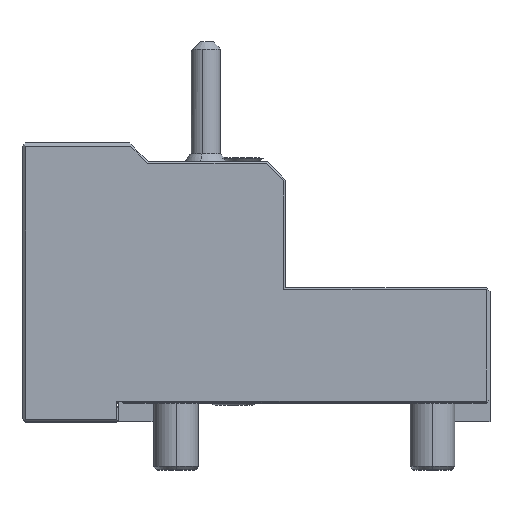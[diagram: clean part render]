
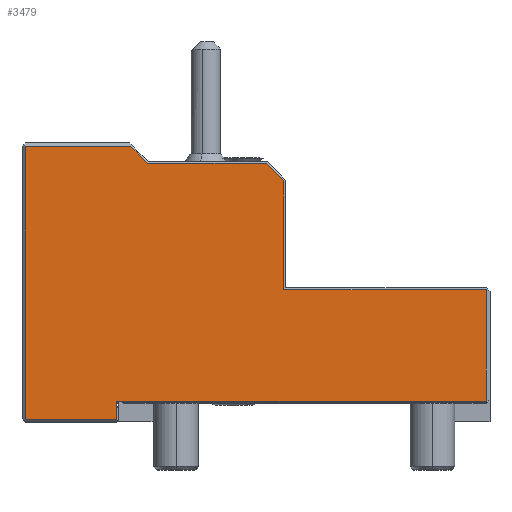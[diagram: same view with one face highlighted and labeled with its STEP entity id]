
A CAD part, top view. The second image highlights one B-rep face of the part: STEP entity #3479.
In plain terms, the highlighted planar face has unit normal (0, 0, 1).
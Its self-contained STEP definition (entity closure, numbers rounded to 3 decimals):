
#140=CARTESIAN_POINT('',(-49.505,-0.495,48.));
#141=DIRECTION('',(0.,0.,-1.));
#142=DIRECTION('',(-0.995,-0.1,0.));
#143=AXIS2_PLACEMENT_3D('',#140,#141,#142);
#145=DIRECTION('',(-1.,0.,0.));
#146=VECTOR('',#145,24.5);
#147=CARTESIAN_POINT('',(-50.5,-4.5,48.));
#148=LINE('',#147,#146);
#149=DIRECTION('',(0.,-1.,0.));
#150=VECTOR('',#149,73.5);
#151=CARTESIAN_POINT('',(-75.,69.,48.));
#152=LINE('',#151,#150);
#153=DIRECTION('',(1.,0.,0.));
#154=VECTOR('',#153,28.293);
#155=CARTESIAN_POINT('',(-75.,69.,48.));
#156=LINE('',#155,#154);
#157=DIRECTION('',(-0.707,0.707,0.));
#158=VECTOR('',#157,6.364);
#159=CARTESIAN_POINT('',(-42.207,64.5,48.));
#160=LINE('',#159,#158);
#161=DIRECTION('',(-1.,0.,0.));
#162=VECTOR('',#161,32.);
#163=CARTESIAN_POINT('',(-10.207,64.5,48.));
#164=LINE('',#163,#162);
#165=DIRECTION('',(-0.707,0.707,0.));
#166=VECTOR('',#165,6.657);
#167=CARTESIAN_POINT('',(-5.5,59.793,48.));
#168=LINE('',#167,#166);
#169=DIRECTION('',(0.,1.,0.));
#170=VECTOR('',#169,29.293);
#171=CARTESIAN_POINT('',(-5.5,30.5,48.));
#172=LINE('',#171,#170);
#173=DIRECTION('',(-1.,0.,0.));
#174=VECTOR('',#173,54.5);
#175=CARTESIAN_POINT('',(49.,30.5,48.));
#176=LINE('',#175,#174);
#177=DIRECTION('',(0.,-1.,0.));
#178=VECTOR('',#177,30.);
#179=CARTESIAN_POINT('',(49.,30.5,48.));
#180=LINE('',#179,#178);
#181=DIRECTION('',(-1.,0.,0.));
#182=VECTOR('',#181,98.405);
#183=CARTESIAN_POINT('',(49.,0.5,48.));
#184=LINE('',#183,#182);
#185=CARTESIAN_POINT('',(-49.505,-0.495,48.));
#186=DIRECTION('',(0.,0.,-1.));
#187=DIRECTION('',(-0.1,0.995,0.));
#188=AXIS2_PLACEMENT_3D('',#185,#186,#187);
#190=DIRECTION('',(-1.,0.,0.));
#191=VECTOR('',#190,0.895);
#192=CARTESIAN_POINT('',(-49.605,0.5,48.));
#193=LINE('',#192,#191);
#208=DIRECTION('',(0.,1.,0.));
#209=VECTOR('',#208,3.905);
#210=CARTESIAN_POINT('',(-50.5,-4.5,48.));
#211=LINE('',#210,#209);
#2237=DIRECTION('',(0.,1.,0.));
#2238=VECTOR('',#2237,0.895);
#2239=CARTESIAN_POINT('',(-50.5,-0.395,48.));
#2240=LINE('',#2239,#2238);
#2645=CARTESIAN_POINT('',(49.,30.5,48.));
#2646=CARTESIAN_POINT('',(-5.5,30.5,48.));
#2647=VERTEX_POINT('',#2645);
#2648=VERTEX_POINT('',#2646);
#2711=CARTESIAN_POINT('',(-75.,69.,48.));
#2712=VERTEX_POINT('',#2711);
#2718=CARTESIAN_POINT('',(-10.207,64.5,48.));
#2720=VERTEX_POINT('',#2718);
#2725=CARTESIAN_POINT('',(49.,0.5,48.));
#2726=VERTEX_POINT('',#2725);
#2761=CARTESIAN_POINT('',(-42.207,64.5,48.));
#2762=VERTEX_POINT('',#2761);
#2765=CARTESIAN_POINT('',(-46.707,69.,48.));
#2767=VERTEX_POINT('',#2765);
#2774=CARTESIAN_POINT('',(-5.5,59.793,48.));
#2776=VERTEX_POINT('',#2774);
#2785=CARTESIAN_POINT('',(-50.5,-4.5,48.));
#2786=CARTESIAN_POINT('',(-75.,-4.5,48.));
#2787=VERTEX_POINT('',#2785);
#2788=VERTEX_POINT('',#2786);
#2871=CARTESIAN_POINT('',(-50.5,-0.595,48.));
#2872=CARTESIAN_POINT('',(-50.5,-0.395,48.));
#2873=VERTEX_POINT('',#2871);
#2874=VERTEX_POINT('',#2872);
#2875=CARTESIAN_POINT('',(-49.605,0.5,48.));
#2876=CARTESIAN_POINT('',(-49.405,0.5,48.));
#2877=VERTEX_POINT('',#2875);
#2878=VERTEX_POINT('',#2876);
#2895=CARTESIAN_POINT('',(-50.5,0.5,48.));
#2896=VERTEX_POINT('',#2895);
#3445=CARTESIAN_POINT('',(-76.,-5.,48.));
#3446=DIRECTION('',(0.,0.,1.));
#3447=DIRECTION('',(1.,0.,0.));
#3448=AXIS2_PLACEMENT_3D('',#3445,#3446,#3447);
#3449=PLANE('',#3448);
#3450=ORIENTED_EDGE('',*,*,#3344,.F.);
#3452=ORIENTED_EDGE('',*,*,#3451,.F.);
#3454=ORIENTED_EDGE('',*,*,#3453,.T.);
#3456=ORIENTED_EDGE('',*,*,#3455,.F.);
#3458=ORIENTED_EDGE('',*,*,#3457,.T.);
#3460=ORIENTED_EDGE('',*,*,#3459,.F.);
#3462=ORIENTED_EDGE('',*,*,#3461,.F.);
#3464=ORIENTED_EDGE('',*,*,#3463,.F.);
#3466=ORIENTED_EDGE('',*,*,#3465,.F.);
#3468=ORIENTED_EDGE('',*,*,#3467,.F.);
#3470=ORIENTED_EDGE('',*,*,#3469,.T.);
#3471=ORIENTED_EDGE('',*,*,#3434,.T.);
#3472=ORIENTED_EDGE('',*,*,#3350,.F.);
#3474=ORIENTED_EDGE('',*,*,#3473,.T.);
#3476=ORIENTED_EDGE('',*,*,#3475,.F.);
#3477=EDGE_LOOP('',(#3450,#3452,#3454,#3456,#3458,#3460,#3462,#3464,#3466,#3468,
#3470,#3471,#3472,#3474,#3476));
#3478=FACE_OUTER_BOUND('',#3477,.F.);
#144=CIRCLE('',#143,1.);
#189=CIRCLE('',#188,1.);
#3344=EDGE_CURVE('',#2873,#2874,#144,.T.);
#3350=EDGE_CURVE('',#2877,#2878,#189,.T.);
#3434=EDGE_CURVE('',#2726,#2878,#184,.T.);
#3451=EDGE_CURVE('',#2787,#2873,#211,.T.);
#3453=EDGE_CURVE('',#2787,#2788,#148,.T.);
#3455=EDGE_CURVE('',#2712,#2788,#152,.T.);
#3457=EDGE_CURVE('',#2712,#2767,#156,.T.);
#3459=EDGE_CURVE('',#2762,#2767,#160,.T.);
#3461=EDGE_CURVE('',#2720,#2762,#164,.T.);
#3463=EDGE_CURVE('',#2776,#2720,#168,.T.);
#3465=EDGE_CURVE('',#2648,#2776,#172,.T.);
#3467=EDGE_CURVE('',#2647,#2648,#176,.T.);
#3469=EDGE_CURVE('',#2647,#2726,#180,.T.);
#3473=EDGE_CURVE('',#2877,#2896,#193,.T.);
#3475=EDGE_CURVE('',#2874,#2896,#2240,.T.);
#3479=ADVANCED_FACE('',(#3478),#3449,.T.);
